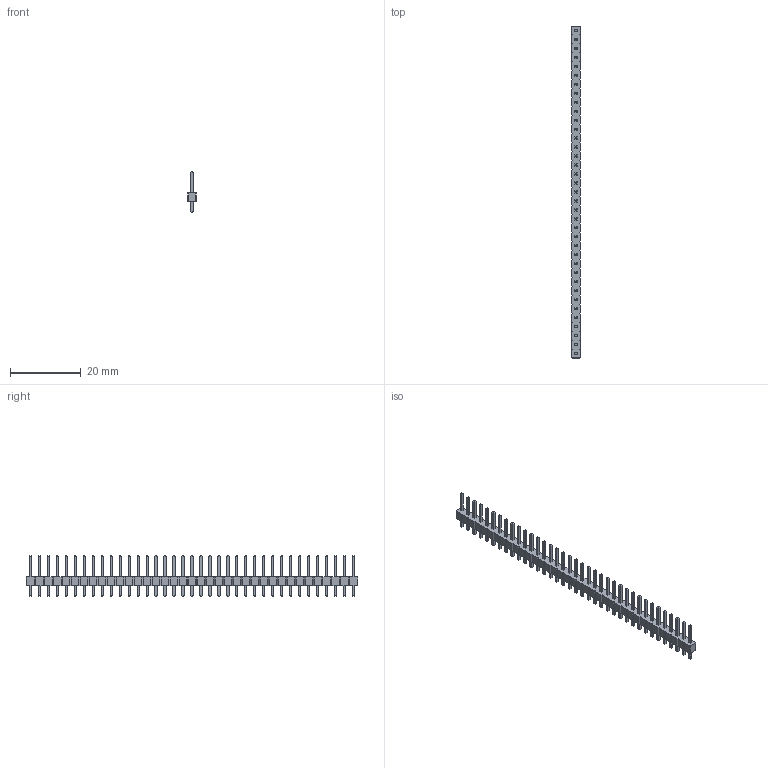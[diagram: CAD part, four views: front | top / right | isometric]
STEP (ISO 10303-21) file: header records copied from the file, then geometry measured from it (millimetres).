
FILE_DESCRIPTION(/* description */ ('model of PinHeader_1x37_P2.54mm_Vertical'),/* implementation_level */ '2;1');
FILE_NAME(/* name */ 'PinHeader_1x37_P2.54mm_Vertical.step',/* time_stamp */ '2018-01-24T12:15:40',/* author */ ('kicad StepUp','ksu'),/* organization */ ('FreeCAD'),/* preprocessor_version */ 'OCC',/* originating_system */ 'kicad StepUp',/* authorisation */ '');
FILE_SCHEMA(('AUTOMOTIVE_DESIGN { 1 0 10303 214 1 1 1 1 }'));
Length unit declared in the file: millimetre
Products named in the file (2): PinHeader_1x37_P254mm_Vertical; Shape0_43056854563
Bounding box: 2.54 x 93.98 x 11.54 mm (x, y, z)
Volume: 767.1 mm3; surface area: 2097.6 mm2
Topology: 38 solids, 38 shells, 744 faces, 1708 edges, 1040 vertices
Faces by surface type: plane 744
Entity records: 13025 total; most frequent: ORIENTED_EDGE 2674, CARTESIAN_POINT 1968, EDGE_CURVE 1708, LINE 1708, VERTEX_POINT 1040, AXIS2_PLACEMENT_3D 745, ADVANCED_FACE 744, FACE_BOUND 744
